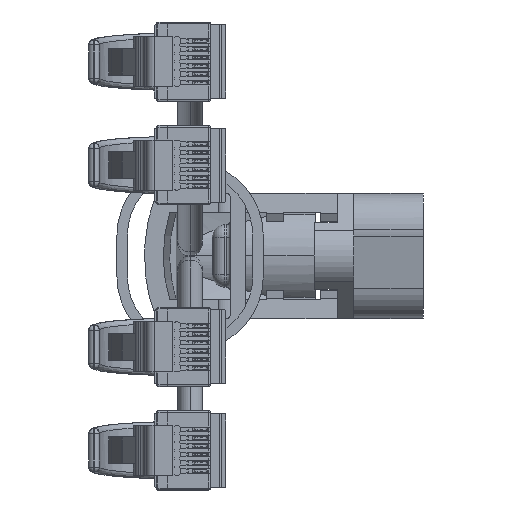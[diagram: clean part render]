
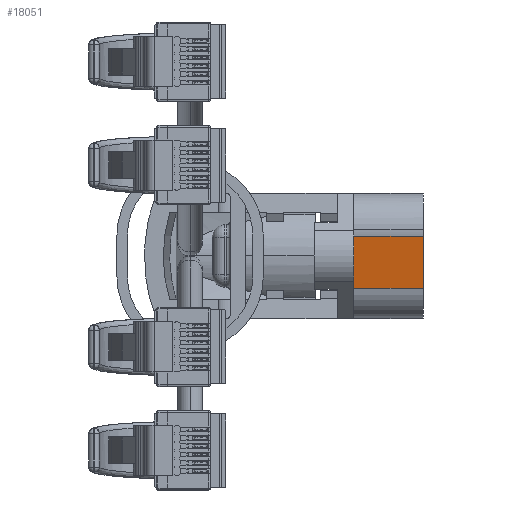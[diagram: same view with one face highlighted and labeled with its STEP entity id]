
A CAD part, left-side view. The second image highlights one B-rep face of the part: STEP entity #18051.
In plain terms, the highlighted face is planar.
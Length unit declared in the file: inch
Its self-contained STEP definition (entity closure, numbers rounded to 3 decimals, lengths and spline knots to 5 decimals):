
#5679 = ORIENTED_EDGE ( 'NONE', *, *, #38854, .T. ) ;
#5680 = ORIENTED_EDGE ( 'NONE', *, *, #38822, .F. ) ;
#5681 = ORIENTED_EDGE ( 'NONE', *, *, #38800, .F. ) ;
#5682 = ORIENTED_EDGE ( 'NONE', *, *, #39845, .T. ) ;
#12399 = AXIS2_PLACEMENT_3D ( 'NONE', #14334, #14342, #14343 ) ;
#14334 = CARTESIAN_POINT ( 'NONE',  ( -1.31978, 0.09438, 0.33402 ) ) ;
#14338 = PLANE ( 'NONE',  #12399 ) ;
#14342 = DIRECTION ( 'NONE',  ( 0.985, 0.174, 0. ) ) ;
#14343 = DIRECTION ( 'NONE',  ( -0.174, 0.985, 0. ) ) ;
#18051 = ADVANCED_FACE ( 'NONE', ( #37447 ), #14338, .F. ) ;
#24874 = CARTESIAN_POINT ( 'NONE',  ( -1.31978, 0.09438, 0.33402 ) ) ;
#24879 = DIRECTION ( 'NONE',  ( 0.174, -0.985, 0. ) ) ;
#24939 = CARTESIAN_POINT ( 'NONE',  ( -1.27577, -0.15523, 0.33402 ) ) ;
#24940 = DIRECTION ( 'NONE',  ( 0., 0., -1. ) ) ;
#25040 = CARTESIAN_POINT ( 'NONE',  ( -1.31978, 0.09438, 0. ) ) ;
#25042 = DIRECTION ( 'NONE',  ( 0.174, -0.985, 0. ) ) ;
#25189 = LINE ( 'NONE', #24874, #25208 ) ;
#25208 = VECTOR ( 'NONE', #24879, 39.37008 ) ;
#25232 = LINE ( 'NONE', #24939, #25235 ) ;
#25235 = VECTOR ( 'NONE', #24940, 39.37008 ) ;
#25278 = LINE ( 'NONE', #25040, #25279 ) ;
#25279 = VECTOR ( 'NONE', #25042, 39.37008 ) ;
#31257 = LINE ( 'NONE', #32117, #31259 ) ;
#31259 = VECTOR ( 'NONE', #32107, 39.37008 ) ;
#32107 = DIRECTION ( 'NONE',  ( 0., 0., -1. ) ) ;
#32117 = CARTESIAN_POINT ( 'NONE',  ( -1.31978, 0.09438, 0.33402 ) ) ;
#35336 = CARTESIAN_POINT ( 'NONE',  ( -1.31978, 0.09438, 0.33402 ) ) ;
#35340 = CARTESIAN_POINT ( 'NONE',  ( -1.31978, 0.09438, 0. ) ) ;
#35905 = CARTESIAN_POINT ( 'NONE',  ( -1.27577, -0.15523, 0.33402 ) ) ;
#35916 = CARTESIAN_POINT ( 'NONE',  ( -1.27577, -0.15523, 0. ) ) ;
#37447 = FACE_OUTER_BOUND ( 'NONE', #43798, .T. ) ;
#38800 = EDGE_CURVE ( 'NONE', #42121, #43517, #25189, .T. ) ;
#38822 = EDGE_CURVE ( 'NONE', #43517, #43528, #25232, .T. ) ;
#38854 = EDGE_CURVE ( 'NONE', #42129, #43528, #25278, .T. ) ;
#39845 = EDGE_CURVE ( 'NONE', #42121, #42129, #31257, .T. ) ;
#42121 = VERTEX_POINT ( 'NONE', #35336 ) ;
#42129 = VERTEX_POINT ( 'NONE', #35340 ) ;
#43517 = VERTEX_POINT ( 'NONE', #35905 ) ;
#43528 = VERTEX_POINT ( 'NONE', #35916 ) ;
#43798 = EDGE_LOOP ( 'NONE', ( #5679, #5680, #5681, #5682 ) ) ;
